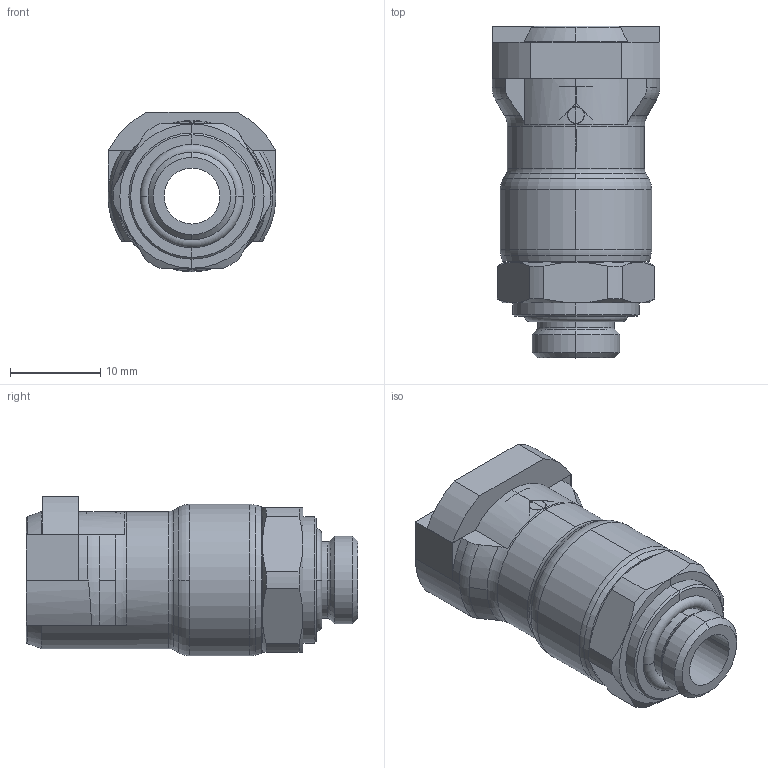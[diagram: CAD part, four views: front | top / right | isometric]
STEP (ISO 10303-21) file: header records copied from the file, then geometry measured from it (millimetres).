
FILE_DESCRIPTION(('STEP AP214'),'1');
FILE_NAME('7921_05_10.stp','2016-07-07T14:34:53',('TraceParts'),('TraceParts S.A.'),'Spatial InterOp 3D',' ',' ');
FILE_SCHEMA(('automotive_design'));
Length unit declared in the file: millimetre
Products named in the file (1): 1
Bounding box: 18.61 x 36.8 x 17.7 mm (x, y, z)
Volume: 4909.5 mm3; surface area: 3646.4 mm2
Topology: 1 solids, 1 shells, 165 faces, 427 edges, 271 vertices
Faces by surface type: plane 52, cylinder 51, cone 44, torus 18
Entity records: 5460 total; most frequent: CARTESIAN_POINT 1404, DIRECTION 885, ORIENTED_EDGE 854, EDGE_CURVE 427, AXIS2_PLACEMENT_3D 358, VERTEX_POINT 271, CIRCLE 180, EDGE_LOOP 174
